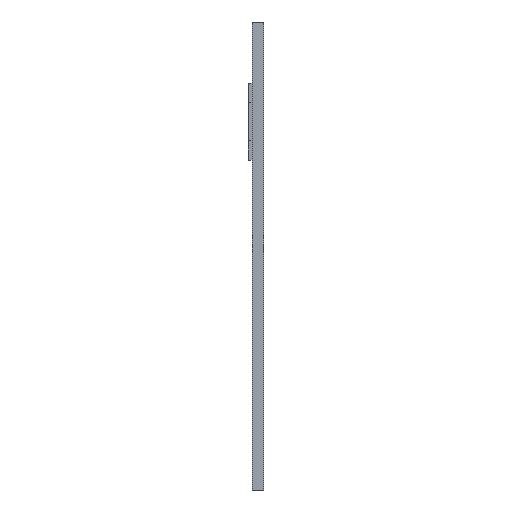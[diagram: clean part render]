
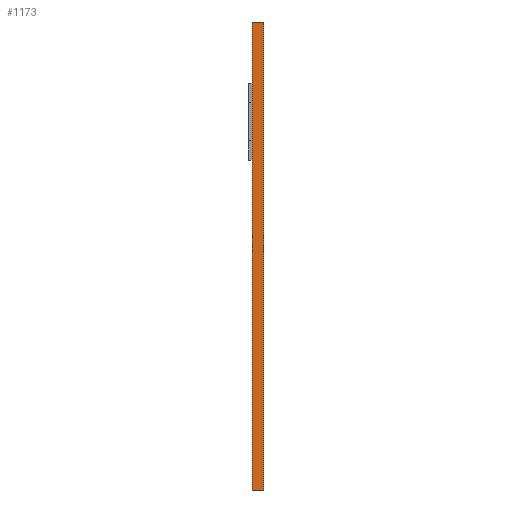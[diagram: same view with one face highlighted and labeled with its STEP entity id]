
A CAD part, left-side view. The second image highlights one B-rep face of the part: STEP entity #1173.
In plain terms, the highlighted planar face has unit normal (-1, 0, 0).
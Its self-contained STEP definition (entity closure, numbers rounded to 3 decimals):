
#61 = FACE_OUTER_BOUND ( 'NONE', #1025, .T. ) ;
#88 = DIRECTION ( 'NONE',  ( 0., -1., 0. ) ) ;
#131 = CARTESIAN_POINT ( 'NONE',  ( -90., 3., -61. ) ) ;
#202 = VECTOR ( 'NONE', #558, 1000. ) ;
#203 = DIRECTION ( 'NONE',  ( 1., 0., 0. ) ) ;
#245 = LINE ( 'NONE', #1217, #1517 ) ;
#275 = VERTEX_POINT ( 'NONE', #699 ) ;
#282 = ORIENTED_EDGE ( 'NONE', *, *, #300, .T. ) ;
#289 = ORIENTED_EDGE ( 'NONE', *, *, #1557, .F. ) ;
#300 = EDGE_CURVE ( 'NONE', #371, #275, #828, .T. ) ;
#371 = VERTEX_POINT ( 'NONE', #1075 ) ;
#428 = CARTESIAN_POINT ( 'NONE',  ( -90., 3., -61. ) ) ;
#450 = CARTESIAN_POINT ( 'NONE',  ( -90., 3., -61. ) ) ;
#511 = VECTOR ( 'NONE', #1417, 1000. ) ;
#558 = DIRECTION ( 'NONE',  ( 0., 0., 1. ) ) ;
#617 = DIRECTION ( 'NONE',  ( 0., -1., 0. ) ) ;
#649 = VERTEX_POINT ( 'NONE', #1496 ) ;
#699 = CARTESIAN_POINT ( 'NONE',  ( -90., 0., -61. ) ) ;
#708 = ORIENTED_EDGE ( 'NONE', *, *, #1116, .T. ) ;
#714 = CARTESIAN_POINT ( 'NONE',  ( -90., 0., 61. ) ) ;
#828 = LINE ( 'NONE', #131, #1153 ) ;
#903 = DIRECTION ( 'NONE',  ( 0., 0., -1. ) ) ;
#1025 = EDGE_LOOP ( 'NONE', ( #708, #1108, #289, #282 ) ) ;
#1075 = CARTESIAN_POINT ( 'NONE',  ( -90., 3., -61. ) ) ;
#1108 = ORIENTED_EDGE ( 'NONE', *, *, #1452, .F. ) ;
#1116 = EDGE_CURVE ( 'NONE', #275, #1405, #1167, .T. ) ;
#1153 = VECTOR ( 'NONE', #88, 1000. ) ;
#1167 = LINE ( 'NONE', #1508, #202 ) ;
#1173 = ADVANCED_FACE ( 'NONE', ( #61 ), #1264, .F. ) ;
#1217 = CARTESIAN_POINT ( 'NONE',  ( -90., 3., 61. ) ) ;
#1264 = PLANE ( 'NONE',  #1469 ) ;
#1405 = VERTEX_POINT ( 'NONE', #714 ) ;
#1417 = DIRECTION ( 'NONE',  ( 0., 0., 1. ) ) ;
#1452 = EDGE_CURVE ( 'NONE', #649, #1405, #245, .T. ) ;
#1469 = AXIS2_PLACEMENT_3D ( 'NONE', #428, #203, #903 ) ;
#1496 = CARTESIAN_POINT ( 'NONE',  ( -90., 3., 61. ) ) ;
#1508 = CARTESIAN_POINT ( 'NONE',  ( -90., 0., -61. ) ) ;
#1517 = VECTOR ( 'NONE', #617, 1000. ) ;
#1533 = LINE ( 'NONE', #450, #511 ) ;
#1557 = EDGE_CURVE ( 'NONE', #371, #649, #1533, .T. ) ;
